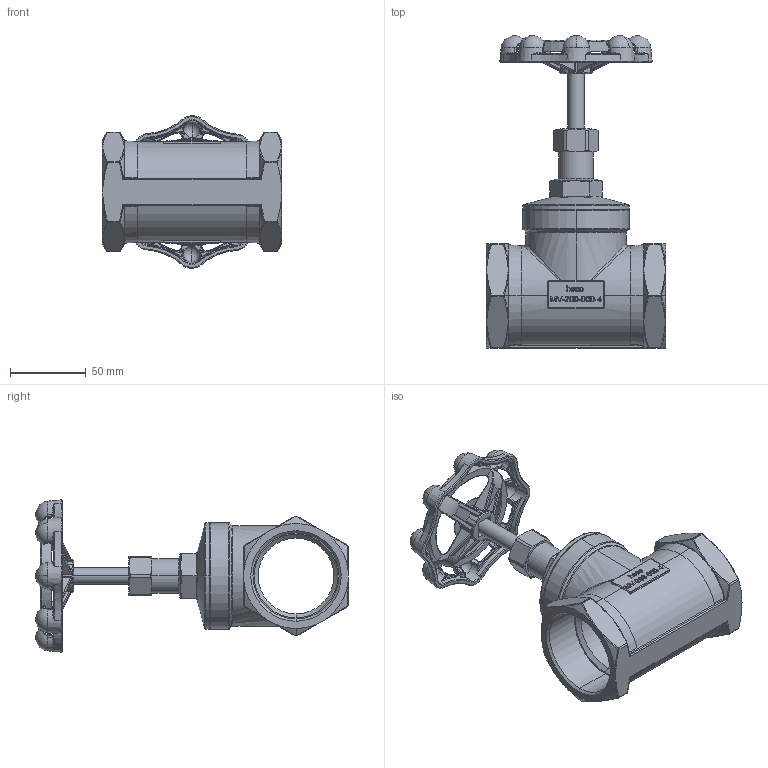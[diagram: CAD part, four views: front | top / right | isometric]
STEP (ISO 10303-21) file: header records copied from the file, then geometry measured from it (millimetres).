
FILE_DESCRIPTION (( 'STEP AP214' ), '1' );
FILE_NAME ('MV-200-000-4 Muffenventil heco step214.STEP', '2011-02-24T09:30:21', ( 'Azubi CAD' ), ( 'heco GmbH' ), 'SwSTEP 2.0', 'SolidWorks 2005235', '' );
FILE_SCHEMA (( 'AUTOMOTIVE_DESIGN' ));
Length unit declared in the file: millimetre
Products named in the file (1): MV-200-000-4 Muffenventil heco step214
Bounding box: 118 x 206 x 100.49 mm (x, y, z)
Volume: 356293.5 mm3; surface area: 85707.7 mm2
Topology: 2 solids, 6 shells, 1370 faces, 3606 edges, 2186 vertices
Faces by surface type: bspline 526, plane 329, torus 194, cone 158, cylinder 123, sphere 40
Entity records: 178160 total; most frequent: CARTESIAN_POINT 133400, ORIENTED_EDGE 7032, DIRECTION 4906, EDGE_CURVE 3516, VERTEX_POINT 2186, AXIS2_PLACEMENT_3D 1965, EDGE_LOOP 1428, B_SPLINE_CURVE_WITH_KNOTS 1382
